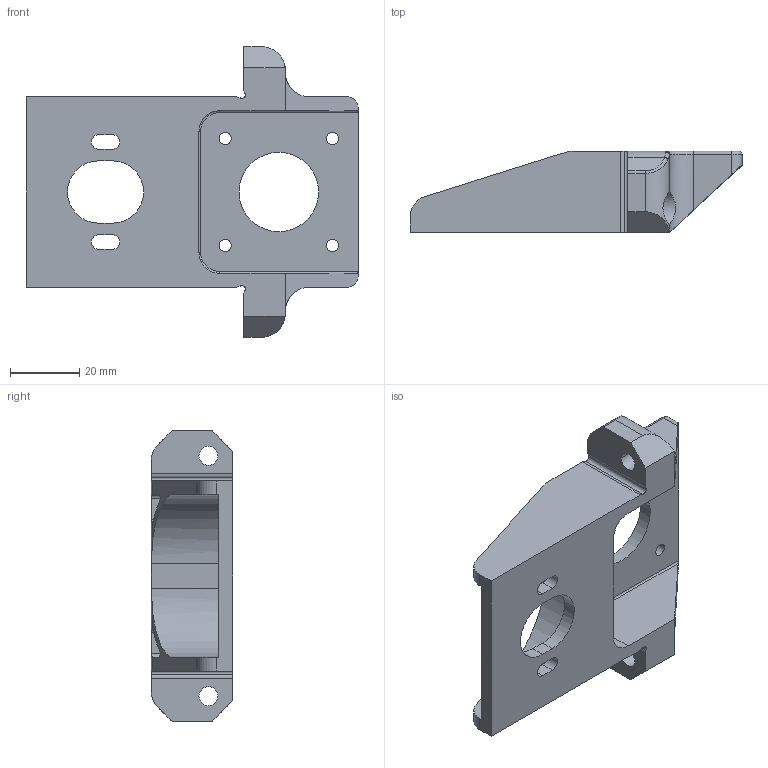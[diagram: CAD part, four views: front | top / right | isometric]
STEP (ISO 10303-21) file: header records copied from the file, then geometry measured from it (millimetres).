
FILE_DESCRIPTION (( 'STEP AP203' ), '1' );
FILE_NAME ('BLDC_Support.STEP', '2023-04-26T11:25:43', ( '' ), ( '' ), 'SwSTEP 2.0', 'SolidWorks 2018', '' );
FILE_SCHEMA (( 'CONFIG_CONTROL_DESIGN' ));
Length unit declared in the file: millimetre
Products named in the file (1): BLDC_Support
Bounding box: 96 x 23.5 x 84 mm (x, y, z)
Volume: 40021.8 mm3; surface area: 20585.3 mm2
Topology: 1 solids, 1 shells, 126 faces, 348 edges, 224 vertices
Faces by surface type: cylinder 66, plane 46, torus 8, bspline 6
Entity records: 4447 total; most frequent: CARTESIAN_POINT 1121, ORIENTED_EDGE 696, DIRECTION 684, EDGE_CURVE 348, AXIS2_PLACEMENT_3D 255, VERTEX_POINT 224, LINE 174, VECTOR 174
